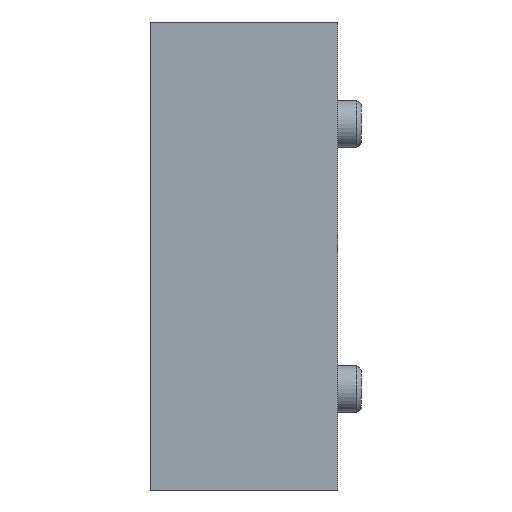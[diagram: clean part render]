
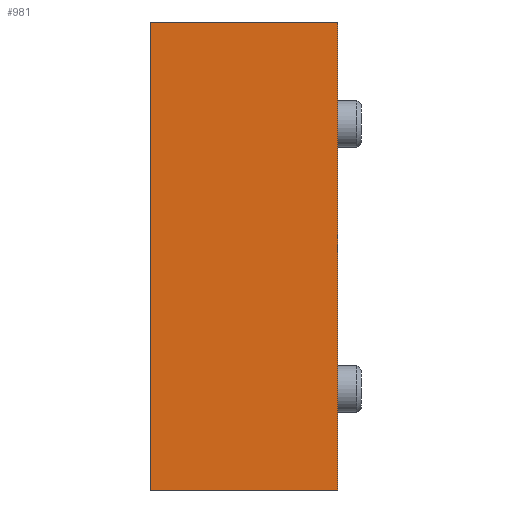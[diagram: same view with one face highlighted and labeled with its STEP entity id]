
A CAD part, left-side view. The second image highlights one B-rep face of the part: STEP entity #981.
In plain terms, the highlighted planar face has unit normal (-1, 0, 0).
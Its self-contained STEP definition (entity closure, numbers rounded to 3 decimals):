
#259 = CARTESIAN_POINT ( 'NONE',  ( -15., 0., 15. ) ) ;
#264 = PLANE ( 'NONE',  #7759 ) ;
#266 = DIRECTION ( 'NONE',  ( 1., 0., 0. ) ) ;
#267 = DIRECTION ( 'NONE',  ( 0., 0., -1. ) ) ;
#483 = CARTESIAN_POINT ( 'NONE',  ( -15., 0., -15. ) ) ;
#551 = CARTESIAN_POINT ( 'NONE',  ( -15., 12., -15. ) ) ;
#981 = ADVANCED_FACE ( 'NONE', ( #2320 ), #264, .F. ) ;
#1582 = ORIENTED_EDGE ( 'NONE', *, *, #7660, .T. ) ;
#1583 = ORIENTED_EDGE ( 'NONE', *, *, #6122, .F. ) ;
#1584 = ORIENTED_EDGE ( 'NONE', *, *, #6147, .F. ) ;
#1585 = ORIENTED_EDGE ( 'NONE', *, *, #6069, .T. ) ;
#2119 = VERTEX_POINT ( 'NONE', #483 ) ;
#2187 = VERTEX_POINT ( 'NONE', #551 ) ;
#2320 = FACE_OUTER_BOUND ( 'NONE', #5810, .T. ) ;
#3110 = LINE ( 'NONE', #6454, #3113 ) ;
#3113 = VECTOR ( 'NONE', #6455, 1000. ) ;
#3194 = LINE ( 'NONE', #6581, #3197 ) ;
#3197 = VECTOR ( 'NONE', #6582, 1000. ) ;
#3235 = LINE ( 'NONE', #6640, #3238 ) ;
#3238 = VECTOR ( 'NONE', #6641, 1000. ) ;
#3889 = LINE ( 'NONE', #7128, #3892 ) ;
#3892 = VECTOR ( 'NONE', #7129, 1000. ) ;
#4899 = CARTESIAN_POINT ( 'NONE',  ( -15., 12., 15. ) ) ;
#4969 = CARTESIAN_POINT ( 'NONE',  ( -15., 0., 15. ) ) ;
#5656 = VERTEX_POINT ( 'NONE', #4899 ) ;
#5800 = VERTEX_POINT ( 'NONE', #4969 ) ;
#5810 = EDGE_LOOP ( 'NONE', ( #1582, #1583, #1584, #1585 ) ) ;
#6069 = EDGE_CURVE ( 'NONE', #5656, #2187, #3110, .T. ) ;
#6122 = EDGE_CURVE ( 'NONE', #5800, #2119, #3194, .T. ) ;
#6147 = EDGE_CURVE ( 'NONE', #5656, #5800, #3235, .T. ) ;
#6454 = CARTESIAN_POINT ( 'NONE',  ( -15., 12., 15. ) ) ;
#6455 = DIRECTION ( 'NONE',  ( 0., 0., -1. ) ) ;
#6581 = CARTESIAN_POINT ( 'NONE',  ( -15., 0., 15. ) ) ;
#6582 = DIRECTION ( 'NONE',  ( 0., 0., -1. ) ) ;
#6640 = CARTESIAN_POINT ( 'NONE',  ( -15., 0., 15. ) ) ;
#6641 = DIRECTION ( 'NONE',  ( 0., -1., 0. ) ) ;
#7128 = CARTESIAN_POINT ( 'NONE',  ( -15., 0., -15. ) ) ;
#7129 = DIRECTION ( 'NONE',  ( 0., -1., 0. ) ) ;
#7660 = EDGE_CURVE ( 'NONE', #2187, #2119, #3889, .T. ) ;
#7759 = AXIS2_PLACEMENT_3D ( 'NONE', #259, #266, #267 ) ;
